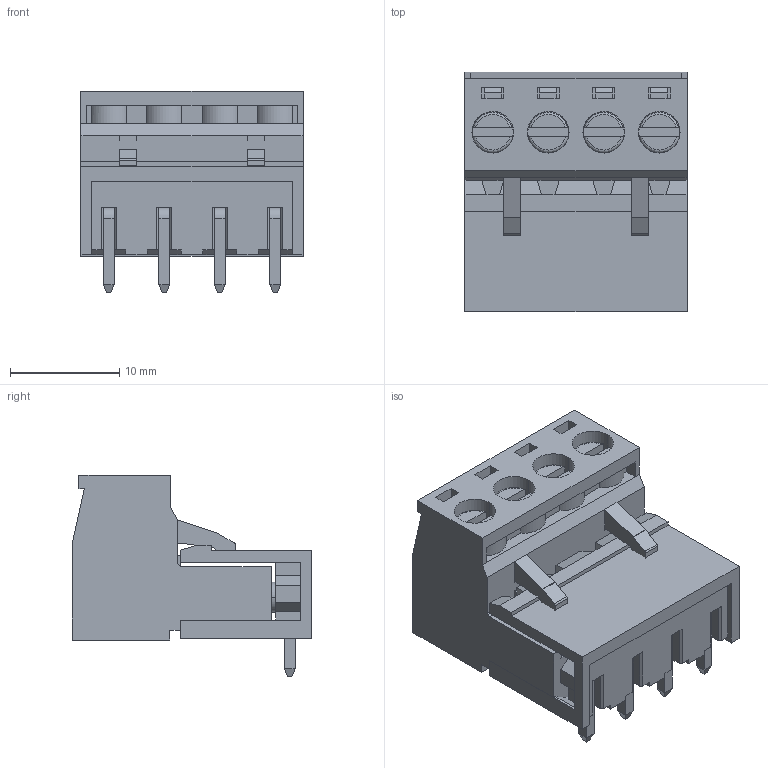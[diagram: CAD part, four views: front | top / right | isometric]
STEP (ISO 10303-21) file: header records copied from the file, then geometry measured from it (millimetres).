
FILE_DESCRIPTION(/* description */ (''),/* implementation_level */ '2;1');
FILE_NAME(/* name */ 'XY2500R-C(5.08)-4P',/* time_stamp */ '2022-07-14T13:40:04+03:00',/* author */ (''),/* organization */ (''),/* preprocessor_version */ 'ST-DEVELOPER v16.5',/* originating_system */ '',/* authorisation */ '');
FILE_SCHEMA (('AUTOMOTIVE_DESIGN'));
Length unit declared in the file: millimetre
Products named in the file (10): Document; Assem11; 6913405000xx_CAGE; 6913405000xx_PIN; 6913405000xx_VISSE; 691340500004; 691340500004_CAPOT; Assem1; 6913125100xx_PIN; 691311500104
Assembly tree (21 placements, depth 3):
  Document
    Assem11
      6913405000xx_CAGE  x4
      6913405000xx_PIN  x4
      6913405000xx_VISSE  x4
      691340500004
      691340500004_CAPOT
    Assem1
      6913125100xx_PIN  x4
      691311500104
Bounding box: 20.32 x 21.9 x 18.48 mm (x, y, z)
Volume: 3235.9 mm3; surface area: 8386.2 mm2
Topology: 19 solids, 19 shells, 1212 faces, 3283 edges, 2132 vertices
Faces by surface type: plane 900, bspline 312
Entity records: 23864 total; most frequent: CARTESIAN_POINT 9480, ORIENTED_EDGE 4262, EDGE_CURVE 2131, B_SPLINE_CURVE_WITH_KNOTS 1832, VERTEX_POINT 1388, EDGE_LOOP 855, ADVANCED_FACE 780, FACE_OUTER_BOUND 780
